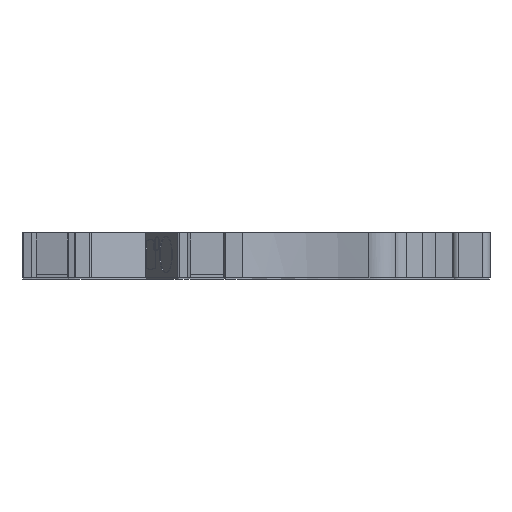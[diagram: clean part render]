
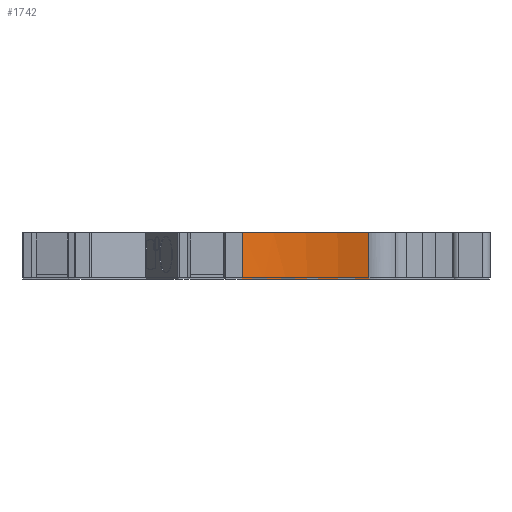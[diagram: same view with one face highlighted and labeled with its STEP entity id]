
A CAD part, left-side view. The second image highlights one B-rep face of the part: STEP entity #1742.
In plain terms, the highlighted cylindrical face has radius 26 mm (diameter 52 mm), a partial arc.
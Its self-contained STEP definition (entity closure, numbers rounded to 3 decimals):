
#323 = CARTESIAN_POINT ( 'NONE',  ( -30.432, 51.709, 67.573 ) ) ;
#599 = CARTESIAN_POINT ( 'NONE',  ( -55.017, 43.248, 73.573 ) ) ;
#811 = ORIENTED_EDGE ( 'NONE', *, *, #5781, .F. ) ;
#1742 = ADVANCED_FACE ( 'NONE', ( #28819 ), #24461, .F. ) ;
#1788 = DIRECTION ( 'NONE',  ( -1., 0., 0. ) ) ;
#2070 = CARTESIAN_POINT ( 'NONE',  ( -30.379, 34.937, 67.423 ) ) ;
#2600 = EDGE_CURVE ( 'NONE', #27255, #3963, #3303, .T. ) ;
#2602 = AXIS2_PLACEMENT_3D ( 'NONE', #13193, #22355, #1788 ) ;
#2606 = EDGE_CURVE ( 'NONE', #27255, #17608, #27077, .T. ) ;
#3140 = EDGE_CURVE ( 'NONE', #18437, #3963, #7026, .T. ) ;
#3149 = CARTESIAN_POINT ( 'NONE',  ( -30.379, 34.937, 67.573 ) ) ;
#3303 = LINE ( 'NONE', #28387, #10767 ) ;
#3963 = VERTEX_POINT ( 'NONE', #323 ) ;
#4171 = VERTEX_POINT ( 'NONE', #18938 ) ;
#4543 = DIRECTION ( 'NONE',  ( 0., 0., 1. ) ) ;
#4724 = VERTEX_POINT ( 'NONE', #6153 ) ;
#5195 = ORIENTED_EDGE ( 'NONE', *, *, #2606, .F. ) ;
#5371 = CARTESIAN_POINT ( 'NONE',  ( -29.505, 49.015, 67.423 ) ) ;
#5781 = EDGE_CURVE ( 'NONE', #4724, #4171, #13584, .T. ) ;
#5851 = CARTESIAN_POINT ( 'NONE',  ( -30.379, 34.937, 67.573 ) ) ;
#6092 = DIRECTION ( 'NONE',  ( 0., 0., -1. ) ) ;
#6153 = CARTESIAN_POINT ( 'NONE',  ( -30.379, 34.937, 67.423 ) ) ;
#7026 = CIRCLE ( 'NONE', #17521, 26. ) ;
#7153 = DIRECTION ( 'NONE',  ( -1., 0., 0. ) ) ;
#7844 = DIRECTION ( 'NONE',  ( 1., 0., 0. ) ) ;
#9220 = ORIENTED_EDGE ( 'NONE', *, *, #25569, .F. ) ;
#9736 = CARTESIAN_POINT ( 'NONE',  ( -30.379, 34.937, 67.423 ) ) ;
#10356 = CARTESIAN_POINT ( 'NONE',  ( -30.379, 34.937, 73.573 ) ) ;
#10767 = VECTOR ( 'NONE', #25534, 1000. ) ;
#10769 = CARTESIAN_POINT ( 'NONE',  ( -30.379, 34.937, 67.573 ) ) ;
#11031 = LINE ( 'NONE', #15400, #19251 ) ;
#12466 = CARTESIAN_POINT ( 'NONE',  ( -30.377, 34.937, 69.573 ) ) ;
#12585 = CARTESIAN_POINT ( 'NONE',  ( -30.379, 34.937, 67.523 ) ) ;
#13193 = CARTESIAN_POINT ( 'NONE',  ( -55.017, 43.248, 73.623 ) ) ;
#13584 = B_SPLINE_CURVE_WITH_KNOTS ( 'NONE', 3,
 ( #9736, #18902, #19048, #25946, #5371, #14532 ),
 .UNSPECIFIED., .F., .F.,
 ( 4, 2, 4 ),
 ( 0., 0.5, 1. ),
 .UNSPECIFIED. ) ;
#14532 = CARTESIAN_POINT ( 'NONE',  ( -30.431, 51.706, 67.423 ) ) ;
#14701 = ORIENTED_EDGE ( 'NONE', *, *, #15752, .F. ) ;
#15303 = EDGE_LOOP ( 'NONE', ( #5195, #17103, #18359, #17392, #811, #9220, #14701 ) ) ;
#15400 = CARTESIAN_POINT ( 'NONE',  ( -30.431, 51.706, 67.498 ) ) ;
#15752 = EDGE_CURVE ( 'NONE', #17608, #24061, #24141, .T. ) ;
#16524 = AXIS2_PLACEMENT_3D ( 'NONE', #599, #28244, #7844 ) ;
#17103 = ORIENTED_EDGE ( 'NONE', *, *, #2600, .T. ) ;
#17392 = ORIENTED_EDGE ( 'NONE', *, *, #18346, .T. ) ;
#17521 = AXIS2_PLACEMENT_3D ( 'NONE', #25145, #4543, #7153 ) ;
#17608 = VERTEX_POINT ( 'NONE', #26137 ) ;
#18346 = EDGE_CURVE ( 'NONE', #18437, #4171, #11031, .T. ) ;
#18359 = ORIENTED_EDGE ( 'NONE', *, *, #3140, .F. ) ;
#18437 = VERTEX_POINT ( 'NONE', #24710 ) ;
#18902 = CARTESIAN_POINT ( 'NONE',  ( -29.47, 37.633, 67.423 ) ) ;
#18938 = CARTESIAN_POINT ( 'NONE',  ( -30.431, 51.706, 67.423 ) ) ;
#19048 = CARTESIAN_POINT ( 'NONE',  ( -29.007, 40.48, 67.423 ) ) ;
#19251 = VECTOR ( 'NONE', #6092, 1000. ) ;
#20356 = B_SPLINE_CURVE_WITH_KNOTS ( 'NONE', 3,
 ( #10769, #12585, #29681, #2070 ),
 .UNSPECIFIED., .F., .F.,
 ( 4, 4 ),
 ( 0., 1. ),
 .UNSPECIFIED. ) ;
#22355 = DIRECTION ( 'NONE',  ( 0., 0., -1. ) ) ;
#24061 = VERTEX_POINT ( 'NONE', #3149 ) ;
#24141 = B_SPLINE_CURVE_WITH_KNOTS ( 'NONE', 3,
 ( #10356, #28692, #12466, #5851 ),
 .UNSPECIFIED., .F., .F.,
 ( 4, 4 ),
 ( 0.008, 0.976 ),
 .UNSPECIFIED. ) ;
#24461 = CYLINDRICAL_SURFACE ( 'NONE', #2602, 26. ) ;
#24710 = CARTESIAN_POINT ( 'NONE',  ( -30.431, 51.706, 67.573 ) ) ;
#25145 = CARTESIAN_POINT ( 'NONE',  ( -55.016, 43.245, 67.573 ) ) ;
#25534 = DIRECTION ( 'NONE',  ( 0., 0., -1. ) ) ;
#25569 = EDGE_CURVE ( 'NONE', #24061, #4724, #20356, .T. ) ;
#25946 = CARTESIAN_POINT ( 'NONE',  ( -29.025, 46.172, 67.423 ) ) ;
#26137 = CARTESIAN_POINT ( 'NONE',  ( -30.379, 34.937, 73.573 ) ) ;
#27077 = CIRCLE ( 'NONE', #16524, 26. ) ;
#27255 = VERTEX_POINT ( 'NONE', #28553 ) ;
#28244 = DIRECTION ( 'NONE',  ( 0., 0., -1. ) ) ;
#28387 = CARTESIAN_POINT ( 'NONE',  ( -30.432, 51.709, 73.623 ) ) ;
#28553 = CARTESIAN_POINT ( 'NONE',  ( -30.432, 51.709, 73.573 ) ) ;
#28692 = CARTESIAN_POINT ( 'NONE',  ( -30.377, 34.937, 71.573 ) ) ;
#28819 = FACE_OUTER_BOUND ( 'NONE', #15303, .T. ) ;
#29681 = CARTESIAN_POINT ( 'NONE',  ( -30.379, 34.937, 67.473 ) ) ;
